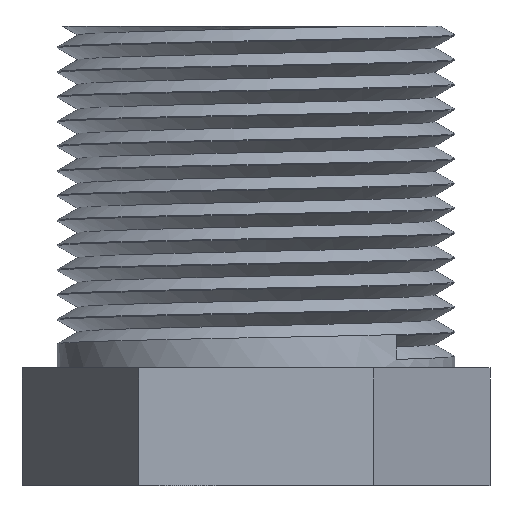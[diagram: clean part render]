
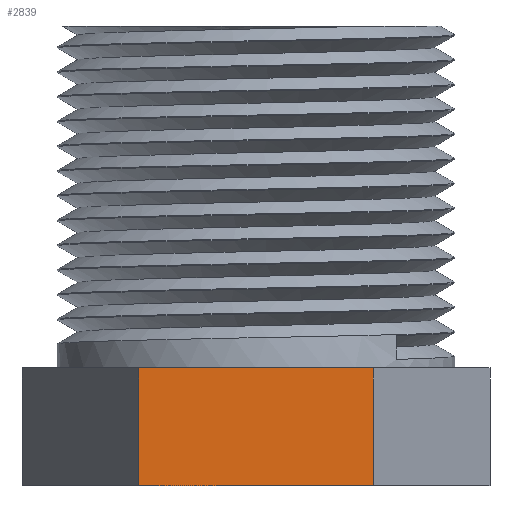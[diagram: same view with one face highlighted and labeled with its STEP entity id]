
A CAD part, front view. The second image highlights one B-rep face of the part: STEP entity #2839.
In plain terms, the highlighted planar face has unit normal (0, -1, 0).
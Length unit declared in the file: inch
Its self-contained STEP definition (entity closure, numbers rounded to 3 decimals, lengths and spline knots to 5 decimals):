
#22 = VECTOR ( 'NONE', #958, 39.37008 ) ;
#49 = LINE ( 'NONE', #2390, #653 ) ;
#214 = CARTESIAN_POINT ( 'NONE',  ( -0.19861, -0.344, 0. ) ) ;
#218 = PLANE ( 'NONE',  #2550 ) ;
#258 = CARTESIAN_POINT ( 'NONE',  ( -0.19861, -0.344, 0.2 ) ) ;
#319 = EDGE_CURVE ( 'NONE', #2626, #1753, #594, .T. ) ;
#436 = EDGE_CURVE ( 'NONE', #2316, #2565, #533, .T. ) ;
#469 = CARTESIAN_POINT ( 'NONE',  ( -0.19861, -0.344, 0.2 ) ) ;
#533 = LINE ( 'NONE', #2650, #697 ) ;
#589 = CARTESIAN_POINT ( 'NONE',  ( 0.19861, -0.344, 0. ) ) ;
#594 = LINE ( 'NONE', #258, #616 ) ;
#616 = VECTOR ( 'NONE', #946, 39.37008 ) ;
#653 = VECTOR ( 'NONE', #2176, 39.37008 ) ;
#697 = VECTOR ( 'NONE', #2181, 39.37008 ) ;
#798 = ORIENTED_EDGE ( 'NONE', *, *, #2597, .T. ) ;
#920 = DIRECTION ( 'NONE',  ( 0., 1., 0. ) ) ;
#946 = DIRECTION ( 'NONE',  ( 1., 0., 0. ) ) ;
#958 = DIRECTION ( 'NONE',  ( 0., 0., -1. ) ) ;
#1481 = EDGE_CURVE ( 'NONE', #1753, #2565, #1788, .T. ) ;
#1487 = FACE_OUTER_BOUND ( 'NONE', #1869, .T. ) ;
#1648 = ORIENTED_EDGE ( 'NONE', *, *, #319, .F. ) ;
#1753 = VERTEX_POINT ( 'NONE', #2374 ) ;
#1788 = LINE ( 'NONE', #2309, #22 ) ;
#1869 = EDGE_LOOP ( 'NONE', ( #2081, #2539, #1648, #798 ) ) ;
#1961 = CARTESIAN_POINT ( 'NONE',  ( -0.19861, -0.344, 0.2 ) ) ;
#2081 = ORIENTED_EDGE ( 'NONE', *, *, #436, .T. ) ;
#2176 = DIRECTION ( 'NONE',  ( 0., 0., -1. ) ) ;
#2181 = DIRECTION ( 'NONE',  ( 1., 0., 0. ) ) ;
#2309 = CARTESIAN_POINT ( 'NONE',  ( 0.19861, -0.344, 0.2 ) ) ;
#2316 = VERTEX_POINT ( 'NONE', #214 ) ;
#2374 = CARTESIAN_POINT ( 'NONE',  ( 0.19861, -0.344, 0.2 ) ) ;
#2390 = CARTESIAN_POINT ( 'NONE',  ( -0.19861, -0.344, 0.2 ) ) ;
#2483 = DIRECTION ( 'NONE',  ( -1., 0., 0. ) ) ;
#2539 = ORIENTED_EDGE ( 'NONE', *, *, #1481, .F. ) ;
#2550 = AXIS2_PLACEMENT_3D ( 'NONE', #469, #920, #2483 ) ;
#2565 = VERTEX_POINT ( 'NONE', #589 ) ;
#2597 = EDGE_CURVE ( 'NONE', #2626, #2316, #49, .T. ) ;
#2626 = VERTEX_POINT ( 'NONE', #1961 ) ;
#2650 = CARTESIAN_POINT ( 'NONE',  ( -0.19861, -0.344, 0. ) ) ;
#2839 = ADVANCED_FACE ( 'NONE', ( #1487 ), #218, .F. ) ;
